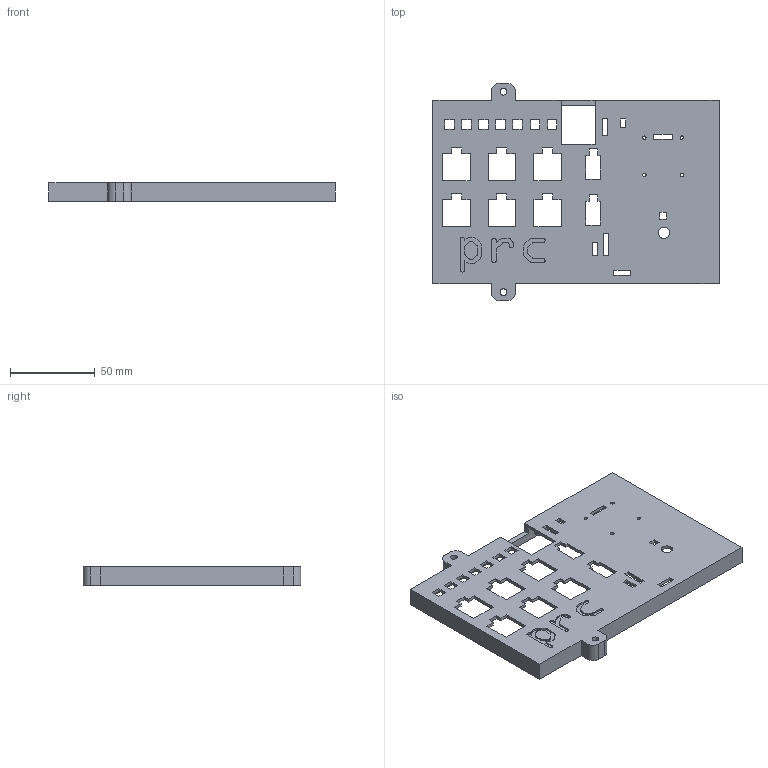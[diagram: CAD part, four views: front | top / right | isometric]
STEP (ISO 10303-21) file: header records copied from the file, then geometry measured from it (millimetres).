
FILE_DESCRIPTION(/* description */ ('','CAx-IF Rec.Pracs.---Representation and Presentation of Product Manufacturing Information (PMI)---4.0---2014-10-13'),/* implementation_level */ '2;1');
FILE_NAME(/* name */ 'prcrev1case.step',/* time_stamp */ '2025-02-16T15:59:32-06:00',/* author */ (''),/* organization */ (''),/* preprocessor_version */ 'ST-DEVELOPER v20',/* originating_system */ 'Autodesk Translation Framework v13.20.0.188',/* authorisation */ '');
FILE_SCHEMA (('AP242_MANAGED_MODEL_BASED_3D_ENGINEERING_MIM_LF { 1 0 10303 442 1 1 4 }'));
Length unit declared in the file: millimetre
Products named in the file (1): FusionComponent
Bounding box: 168.5 x 128 x 11 mm (x, y, z)
Volume: 47764.9 mm3; surface area: 45184.9 mm2
Topology: 1 solids, 1 shells, 270 faces, 768 edges, 512 vertices
Faces by surface type: plane 193, bspline 56, cylinder 21
Full cylindrical faces by diameter (mm): 2 x4, 2.5 x5, 4 x2, 6 x4, 6.6 x1
Entity records: 9347 total; most frequent: CARTESIAN_POINT 2503, ORIENTED_EDGE 1536, DIRECTION 1128, EDGE_CURVE 768, LINE 614, VECTOR 614, VERTEX_POINT 512, EDGE_LOOP 342
